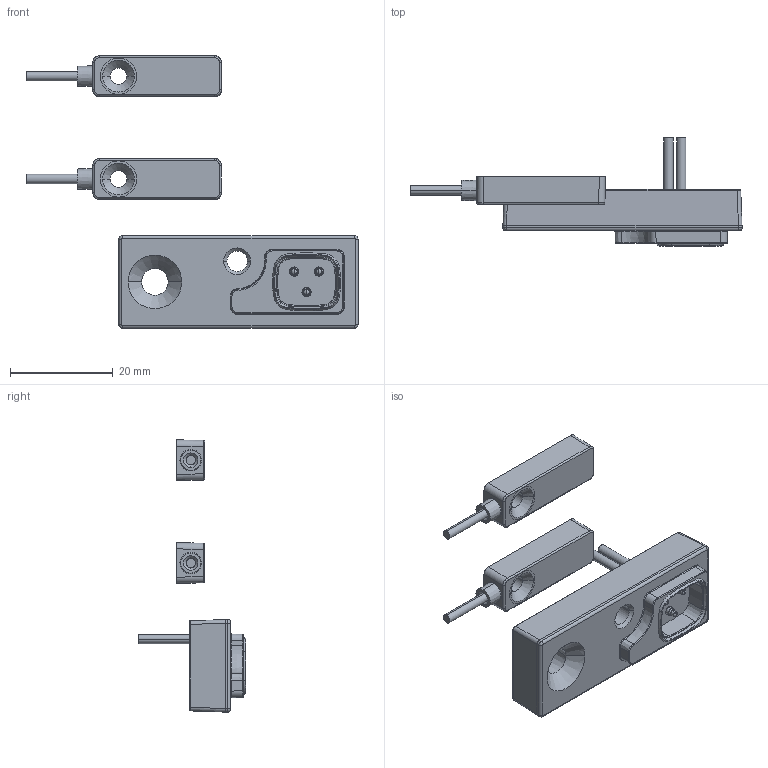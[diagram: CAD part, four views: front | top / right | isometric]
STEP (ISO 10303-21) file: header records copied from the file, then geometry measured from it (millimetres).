
FILE_DESCRIPTION((''),'2;1');
FILE_NAME('DM_CAD-2274_ASM','2016-04-12T',('creinig-se'),(''),'PRO/ENGINEER BY PARAMETRIC TECHNOLOGY CORPORATION, 2015440','PRO/ENGINEER BY PARAMETRIC TECHNOLOGY CORPORATION, 2015440','');
FILE_SCHEMA(('CONFIG_CONTROL_DESIGN'));
Length unit declared in the file: millimetre
Products named in the file (5): DM_CAD-2274_SW0001; DM_CAD-2274_04C6L1; DM_CAD-2274_04C6L2; DM_CAD-2274_04C6L1A_ASM; DM_CAD-2274_ASM
Assembly tree (5 placements, depth 3):
  DM_CAD-2274_ASM
    DM_CAD-2274_SW0001
    DM_CAD-2274_04C6L1A_ASM  x2
      DM_CAD-2274_04C6L1
      DM_CAD-2274_04C6L2
Bounding box: 64.57 x 21 x 52.95 mm (x, y, z)
Volume: 8402.6 mm3; surface area: 6776.3 mm2
Topology: 5 solids, 7 shells, 376 faces, 984 edges, 654 vertices
Faces by surface type: cylinder 115, plane 114, cone 84, torus 38, bspline 19, sphere 6
Entity records: 13313 total; most frequent: CARTESIAN_POINT 3209, DIRECTION 1636, ORIENTED_EDGE 1442, EDGE_CURVE 721, AXIS2_PLACEMENT_3D 630, PRESENTATION_STYLE_ASSIGNMENT 474, STYLED_ITEM 471, VERTEX_POINT 436
